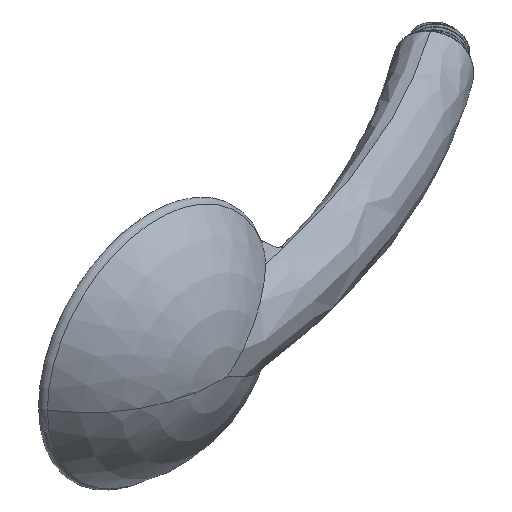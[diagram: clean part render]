
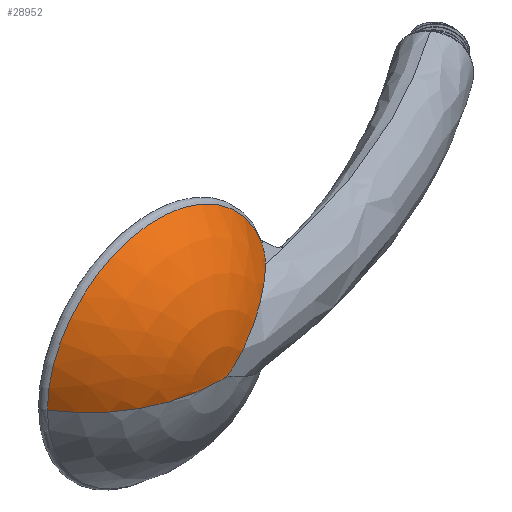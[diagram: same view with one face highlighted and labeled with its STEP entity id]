
A CAD part, isometric view. The second image highlights one B-rep face of the part: STEP entity #28952.
In plain terms, the highlighted spherical face has radius 60.212 mm.
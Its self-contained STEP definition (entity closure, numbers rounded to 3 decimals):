
#17=CARTESIAN_POINT('',(-0.144,31.,16.463));
#18=DIRECTION('',(0.009,0.,-1.));
#19=DIRECTION('',(0.831,-0.556,0.007));
#20=AXIS2_PLACEMENT_3D('',#17,#18,#19);
#22=CARTESIAN_POINT('',(4.951,-29.005,0.565));
#23=CARTESIAN_POINT('',(4.951,-29.01,0.377));
#24=CARTESIAN_POINT('',(4.951,-29.009,0.188));
#25=CARTESIAN_POINT('',(4.951,-29.009,0.));
#27=CARTESIAN_POINT('',(0.,31.,0.));
#28=DIRECTION('',(0.,0.,-1.));
#29=DIRECTION('',(0.,-1.,0.));
#30=AXIS2_PLACEMENT_3D('',#27,#28,#29);
#32=CARTESIAN_POINT('',(0.,-1.216,0.));
#33=DIRECTION('',(0.,-1.,0.));
#34=DIRECTION('',(0.943,0.,0.332));
#35=AXIS2_PLACEMENT_3D('',#32,#33,#34);
#249=CARTESIAN_POINT('',(4.951,-29.005,0.565));
#250=CARTESIAN_POINT('',(5.05,-28.996,0.616));
#251=CARTESIAN_POINT('',(5.256,-28.977,0.731));
#252=CARTESIAN_POINT('',(5.599,-28.944,0.936));
#253=CARTESIAN_POINT('',(5.965,-28.904,1.161));
#254=CARTESIAN_POINT('',(6.342,-28.861,1.396));
#255=CARTESIAN_POINT('',(6.731,-28.812,1.638));
#256=CARTESIAN_POINT('',(7.14,-28.757,1.894));
#257=CARTESIAN_POINT('',(7.584,-28.693,2.17));
#258=CARTESIAN_POINT('',(8.077,-28.617,2.475));
#259=CARTESIAN_POINT('',(8.634,-28.524,2.819));
#260=CARTESIAN_POINT('',(9.267,-28.409,3.209));
#261=CARTESIAN_POINT('',(9.986,-28.267,3.653));
#262=CARTESIAN_POINT('',(10.801,-28.092,4.156));
#263=CARTESIAN_POINT('',(11.72,-27.874,4.724));
#264=CARTESIAN_POINT('',(12.756,-27.605,5.365));
#265=CARTESIAN_POINT('',(13.92,-27.27,6.083));
#266=CARTESIAN_POINT('',(15.233,-26.853,6.884));
#267=CARTESIAN_POINT('',(16.702,-26.336,7.763));
#268=CARTESIAN_POINT('',(18.376,-25.682,8.745));
#269=CARTESIAN_POINT('',(20.248,-24.866,9.814));
#270=CARTESIAN_POINT('',(22.15,-23.942,10.858));
#271=CARTESIAN_POINT('',(23.943,-22.987,11.793));
#272=CARTESIAN_POINT('',(25.682,-21.986,12.647));
#273=CARTESIAN_POINT('',(27.389,-20.929,13.422));
#274=CARTESIAN_POINT('',(29.079,-19.81,14.129));
#275=CARTESIAN_POINT('',(30.731,-18.645,14.76));
#276=CARTESIAN_POINT('',(32.329,-17.449,15.309));
#277=CARTESIAN_POINT('',(33.862,-16.237,15.772));
#278=CARTESIAN_POINT('',(35.332,-15.018,16.146));
#279=CARTESIAN_POINT('',(36.755,-13.783,16.436));
#280=CARTESIAN_POINT('',(38.132,-12.536,16.647));
#281=CARTESIAN_POINT('',(39.459,-11.284,16.78));
#282=CARTESIAN_POINT('',(40.304,-10.456,16.815));
#283=CARTESIAN_POINT('',(40.718,-10.044,16.819));
#27633=CARTESIAN_POINT('',(0.,31.,0.));
#27634=DIRECTION('',(0.,0.,1.));
#27635=DIRECTION('',(0.,-1.,0.));
#27636=AXIS2_PLACEMENT_3D('',#27633,#27634,#27635);
#27723=CARTESIAN_POINT('',(47.985,-1.216,
16.883));
#27724=CARTESIAN_POINT('',(-50.868,-1.216,
0.));
#27725=VERTEX_POINT('',#27723);
#27726=VERTEX_POINT('',#27724);
#27727=CARTESIAN_POINT('',(40.716,-10.046,
16.819));
#27728=VERTEX_POINT('',#27727);
#27729=VERTEX_POINT('',#249);
#27730=VERTEX_POINT('',#25);
#27731=CARTESIAN_POINT('',(0.,-29.211,0.));
#27732=VERTEX_POINT('',#27731);
#28933=CARTESIAN_POINT('',(0.,31.,0.));
#28934=DIRECTION('',(0.,1.,0.));
#28935=DIRECTION('',(1.,0.,0.));
#28936=AXIS2_PLACEMENT_3D('',#28933,#28934,#28935);
#28937=SPHERICAL_SURFACE('',#28936,60.212);
#28939=ORIENTED_EDGE('',*,*,#28938,.F.);
#28941=ORIENTED_EDGE('',*,*,#28940,.T.);
#28943=ORIENTED_EDGE('',*,*,#28942,.F.);
#28945=ORIENTED_EDGE('',*,*,#28944,.T.);
#28947=ORIENTED_EDGE('',*,*,#28946,.F.);
#28949=ORIENTED_EDGE('',*,*,#28948,.T.);
#28950=EDGE_LOOP('',(#28939,#28941,#28943,#28945,#28947,#28949));
#28951=FACE_OUTER_BOUND('',#28950,.F.);
#28952=ADVANCED_FACE('',(#28951),#28937,.T.);
#21=CIRCLE('',#20,57.917);
#26=B_SPLINE_CURVE_WITH_KNOTS('',3,(#22,#23,#24,#25),.UNSPECIFIED.,.F.,.F.,(4,
4),(0.,1.),.UNSPECIFIED.);
#31=CIRCLE('',#30,60.212);
#36=CIRCLE('',#35,50.868);
#284=B_SPLINE_CURVE_WITH_KNOTS('',3,(#249,#250,#251,#252,#253,#254,#255,#256,
#257,#258,#259,#260,#261,#262,#263,#264,#265,#266,#267,#268,#269,#270,#271,#272,
#273,#274,#275,#276,#277,#278,#279,#280,#281,#282,#283),.UNSPECIFIED.,.F.,.F.,
(4,1,1,1,1,1,1,1,1,1,1,1,1,1,1,1,1,1,1,1,1,1,1,1,1,1,1,1,1,1,1,1,4),(0.,
0.031,0.063,0.094,0.125,0.156,0.188,0.219,0.25,0.281,
0.313,0.344,0.375,0.406,0.438,0.469,0.5,0.531,
0.563,0.594,0.625,0.656,0.688,0.719,0.75,0.781,
0.813,0.844,0.875,0.906,0.938,0.969,1.),.UNSPECIFIED.);
#27637=CIRCLE('',#27636,60.212);
#28938=EDGE_CURVE('',#27725,#27726,#36,.T.);
#28940=EDGE_CURVE('',#27725,#27728,#21,.T.);
#28942=EDGE_CURVE('',#27729,#27728,#284,.T.);
#28944=EDGE_CURVE('',#27729,#27730,#26,.T.);
#28946=EDGE_CURVE('',#27732,#27730,#27637,.T.);
#28948=EDGE_CURVE('',#27732,#27726,#31,.T.);
